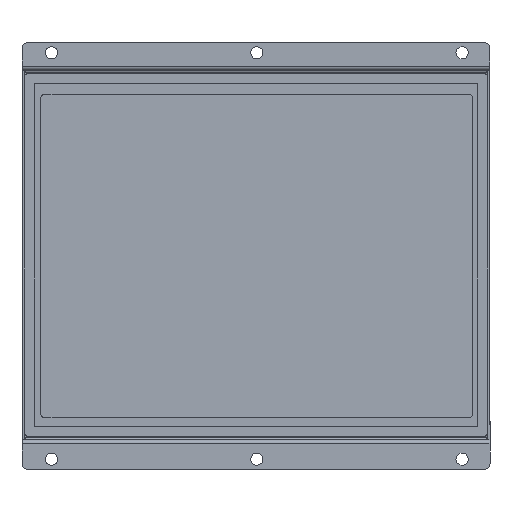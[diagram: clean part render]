
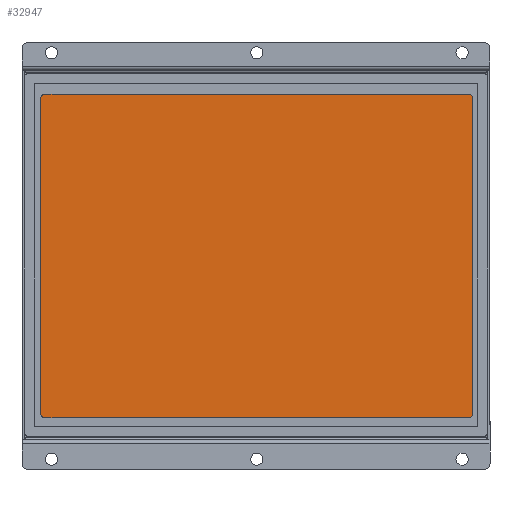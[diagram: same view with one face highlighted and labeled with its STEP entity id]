
A CAD part, front view. The second image highlights one B-rep face of the part: STEP entity #32947.
In plain terms, the highlighted face is planar.
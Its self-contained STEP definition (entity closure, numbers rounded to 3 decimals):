
#2793=FACE_OUTER_BOUND('',#4664,.T.);
#4664=EDGE_LOOP('',(#22585,#22586,#22587,#22588,#22589,#22590,#22591,#22592));
#6854=LINE('',#47644,#10075);
#6855=LINE('',#47648,#10076);
#6856=LINE('',#47652,#10077);
#6857=LINE('',#47655,#10078);
#10075=VECTOR('',#38415,10.);
#10076=VECTOR('',#38418,10.);
#10077=VECTOR('',#38421,10.);
#10078=VECTOR('',#38424,10.);
#13221=CIRCLE('',#35270,2.);
#13222=CIRCLE('',#35271,2.);
#13223=CIRCLE('',#35272,2.);
#13224=CIRCLE('',#35273,2.);
#14512=VERTEX_POINT('',#47640);
#14513=VERTEX_POINT('',#47641);
#14514=VERTEX_POINT('',#47643);
#14515=VERTEX_POINT('',#47645);
#14516=VERTEX_POINT('',#47647);
#14517=VERTEX_POINT('',#47649);
#14518=VERTEX_POINT('',#47651);
#14519=VERTEX_POINT('',#47653);
#17695=EDGE_CURVE('',#14512,#14513,#13221,.T.);
#17696=EDGE_CURVE('',#14514,#14512,#6854,.T.);
#17697=EDGE_CURVE('',#14515,#14514,#13222,.T.);
#17698=EDGE_CURVE('',#14516,#14515,#6855,.T.);
#17699=EDGE_CURVE('',#14517,#14516,#13223,.T.);
#17700=EDGE_CURVE('',#14518,#14517,#6856,.T.);
#17701=EDGE_CURVE('',#14519,#14518,#13224,.T.);
#17702=EDGE_CURVE('',#14513,#14519,#6857,.T.);
#22585=ORIENTED_EDGE('',*,*,#17695,.T.);
#22586=ORIENTED_EDGE('',*,*,#17702,.T.);
#22587=ORIENTED_EDGE('',*,*,#17701,.T.);
#22588=ORIENTED_EDGE('',*,*,#17700,.T.);
#22589=ORIENTED_EDGE('',*,*,#17699,.T.);
#22590=ORIENTED_EDGE('',*,*,#17698,.T.);
#22591=ORIENTED_EDGE('',*,*,#17697,.T.);
#22592=ORIENTED_EDGE('',*,*,#17696,.T.);
#31776=PLANE('',#35292);
#32947=ADVANCED_FACE('',(#2793),#31776,.T.);
#35270=AXIS2_PLACEMENT_3D('',#47642,#38413,#38414);
#35271=AXIS2_PLACEMENT_3D('',#47646,#38416,#38417);
#35272=AXIS2_PLACEMENT_3D('',#47650,#38419,#38420);
#35273=AXIS2_PLACEMENT_3D('',#47654,#38422,#38423);
#35292=AXIS2_PLACEMENT_3D('',#47706,#38481,#38482);
#38413=DIRECTION('center_axis',(0.,0.,1.));
#38414=DIRECTION('ref_axis',(-1.,0.,0.));
#38415=DIRECTION('',(0.,1.,0.));
#38416=DIRECTION('center_axis',(0.,0.,1.));
#38417=DIRECTION('ref_axis',(0.,1.,0.));
#38418=DIRECTION('',(1.,0.,0.));
#38419=DIRECTION('center_axis',(0.,0.,1.));
#38420=DIRECTION('ref_axis',(1.,0.,0.));
#38421=DIRECTION('',(0.,-1.,0.));
#38422=DIRECTION('center_axis',(0.,0.,1.));
#38423=DIRECTION('ref_axis',(0.,-1.,0.));
#38424=DIRECTION('',(-1.,0.,0.));
#38481=DIRECTION('center_axis',(0.,0.,1.));
#38482=DIRECTION('ref_axis',(1.,0.,0.));
#47640=CARTESIAN_POINT('',(105.6,76.4,9.2));
#47641=CARTESIAN_POINT('',(103.6,78.4,9.2));
#47642=CARTESIAN_POINT('Origin',(103.6,76.4,9.2));
#47643=CARTESIAN_POINT('',(105.6,-77.4,9.2));
#47644=CARTESIAN_POINT('',(105.6,-38.7,9.2));
#47645=CARTESIAN_POINT('',(103.6,-79.4,9.2));
#47646=CARTESIAN_POINT('Origin',(103.6,-77.4,9.2));
#47647=CARTESIAN_POINT('',(-102.8,-79.4,9.2));
#47648=CARTESIAN_POINT('',(-51.4,-79.4,9.2));
#47649=CARTESIAN_POINT('',(-104.8,-77.4,9.2));
#47650=CARTESIAN_POINT('Origin',(-102.8,-77.4,9.2));
#47651=CARTESIAN_POINT('',(-104.8,76.4,9.2));
#47652=CARTESIAN_POINT('',(-104.8,38.2,9.2));
#47653=CARTESIAN_POINT('',(-102.8,78.4,9.2));
#47654=CARTESIAN_POINT('Origin',(-102.8,76.4,9.2));
#47655=CARTESIAN_POINT('',(51.8,78.4,9.2));
#47706=CARTESIAN_POINT('Origin',(0.,0.,
9.2));
